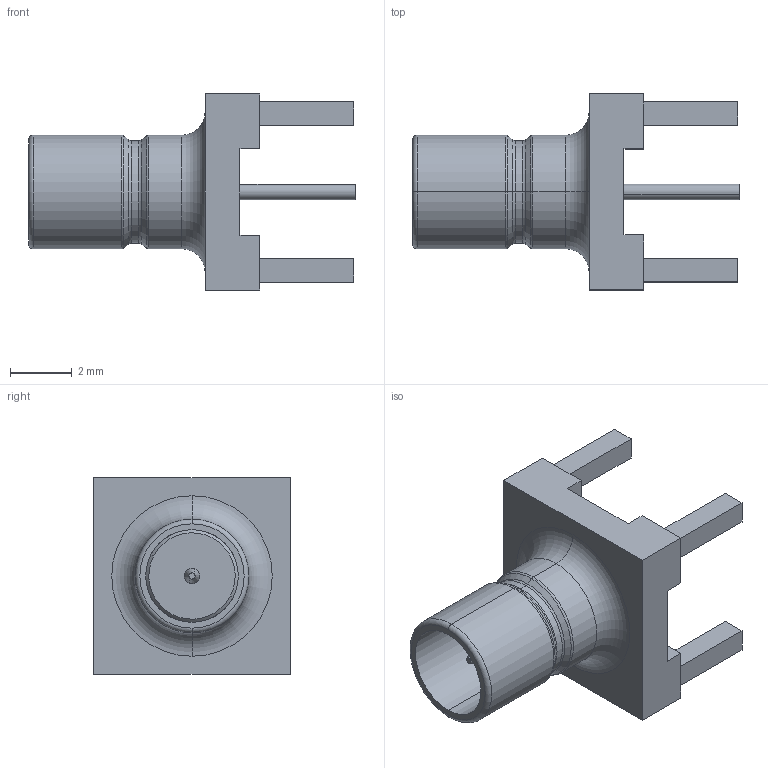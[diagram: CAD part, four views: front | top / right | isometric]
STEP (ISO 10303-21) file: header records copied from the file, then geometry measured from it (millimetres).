
FILE_DESCRIPTION (( 'STEP AP203' ), '1' );
FILE_NAME ('SMB-LP-75.STEP', '2025-03-11T08:55:29', ( '' ), ( '' ), 'SwSTEP 2.0', 'SolidWorks 2022', '' );
FILE_SCHEMA (( 'CONFIG_CONTROL_DESIGN' ));
Length unit declared in the file: millimetre
Products named in the file (1): SMB-LP-75
Bounding box: 10.59 x 6.35 x 6.35 mm (x, y, z)
Volume: 96.5 mm3; surface area: 273.3 mm2
Topology: 1 solids, 1 shells, 82 faces, 194 edges, 122 vertices
Faces by surface type: plane 46, cylinder 14, torus 12, cone 10
Entity records: 2429 total; most frequent: DIRECTION 430, CARTESIAN_POINT 399, ORIENTED_EDGE 388, EDGE_CURVE 194, AXIS2_PLACEMENT_3D 153, VECTOR 124, LINE 124, VERTEX_POINT 122
